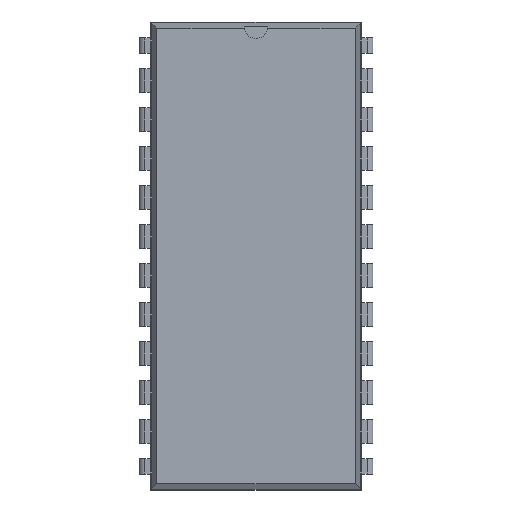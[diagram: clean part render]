
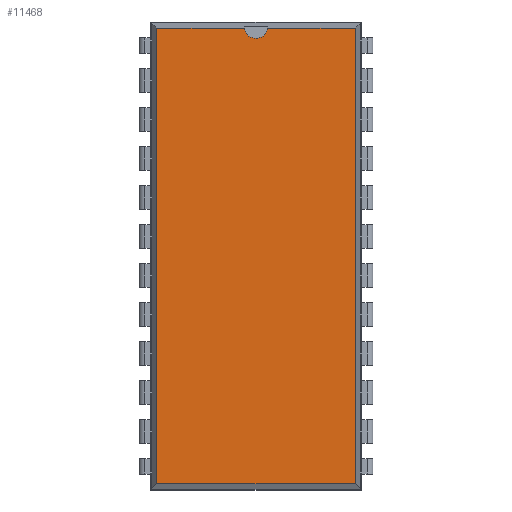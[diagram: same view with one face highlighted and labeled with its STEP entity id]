
A CAD part, top view. The second image highlights one B-rep face of the part: STEP entity #11468.
In plain terms, the highlighted planar face has unit normal (0, 0, 1).
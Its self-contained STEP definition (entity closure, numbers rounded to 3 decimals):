
#6231 = VERTEX_POINT('',#6232);
#6232 = CARTESIAN_POINT('',(13.964,0.871,3.68));
#6237 = EDGE_CURVE('',#6238,#6231,#6240,.T.);
#6238 = VERTEX_POINT('',#6239);
#6239 = CARTESIAN_POINT('',(13.964,-28.811,3.68));
#6240 = LINE('',#6241,#6242);
#6241 = CARTESIAN_POINT('',(13.964,-28.811,3.68));
#6242 = VECTOR('',#6243,1.);
#6243 = DIRECTION('',(0.,1.,0.));
#8777 = VERTEX_POINT('',#8778);
#8778 = CARTESIAN_POINT('',(1.022,0.871,3.68));
#8783 = EDGE_CURVE('',#8784,#8777,#8786,.T.);
#8784 = VERTEX_POINT('',#8785);
#8785 = CARTESIAN_POINT('',(6.747,0.871,3.68));
#8786 = LINE('',#8787,#8788);
#8787 = CARTESIAN_POINT('',(13.964,0.871,3.68));
#8788 = VECTOR('',#8789,1.);
#8789 = DIRECTION('',(-1.,0.,0.));
#8809 = VERTEX_POINT('',#8810);
#8810 = CARTESIAN_POINT('',(8.239,0.871,3.68));
#8818 = EDGE_CURVE('',#6231,#8809,#8819,.T.);
#8819 = LINE('',#8820,#8821);
#8820 = CARTESIAN_POINT('',(13.964,0.871,3.68));
#8821 = VECTOR('',#8822,1.);
#8822 = DIRECTION('',(-1.,0.,0.));
#8918 = VERTEX_POINT('',#8919);
#8919 = CARTESIAN_POINT('',(1.022,-28.811,3.68));
#8924 = EDGE_CURVE('',#8777,#8918,#8925,.T.);
#8925 = LINE('',#8926,#8927);
#8926 = CARTESIAN_POINT('',(1.022,0.871,3.68));
#8927 = VECTOR('',#8928,1.);
#8928 = DIRECTION('',(0.,-1.,0.));
#11457 = EDGE_CURVE('',#8918,#6238,#11458,.T.);
#11458 = LINE('',#11459,#11460);
#11459 = CARTESIAN_POINT('',(1.022,-28.811,3.68));
#11460 = VECTOR('',#11461,1.);
#11461 = DIRECTION('',(1.,0.,0.));
#11468 = ADVANCED_FACE('',(#11469),#11492,.F.);
#11469 = FACE_BOUND('',#11470,.F.);
#11470 = EDGE_LOOP('',(#11471,#11472,#11473,#11474,#11475,#11484,#11491)
);
#11471 = ORIENTED_EDGE('',*,*,#6237,.F.);
#11472 = ORIENTED_EDGE('',*,*,#11457,.F.);
#11473 = ORIENTED_EDGE('',*,*,#8924,.F.);
#11474 = ORIENTED_EDGE('',*,*,#8783,.F.);
#11475 = ORIENTED_EDGE('',*,*,#11476,.F.);
#11476 = EDGE_CURVE('',#11477,#8784,#11479,.T.);
#11477 = VERTEX_POINT('',#11478);
#11478 = CARTESIAN_POINT('',(7.493,0.196,3.68));
#11479 = CIRCLE('',#11480,0.75);
#11480 = AXIS2_PLACEMENT_3D('',#11481,#11482,#11483);
#11481 = CARTESIAN_POINT('',(7.493,0.946,3.68));
#11482 = DIRECTION('',(0.,0.,-1.));
#11483 = DIRECTION('',(0.,-1.,0.));
#11484 = ORIENTED_EDGE('',*,*,#11485,.F.);
#11485 = EDGE_CURVE('',#8809,#11477,#11486,.T.);
#11486 = CIRCLE('',#11487,0.75);
#11487 = AXIS2_PLACEMENT_3D('',#11488,#11489,#11490);
#11488 = CARTESIAN_POINT('',(7.493,0.946,3.68));
#11489 = DIRECTION('',(0.,0.,-1.));
#11490 = DIRECTION('',(0.,-1.,0.));
#11491 = ORIENTED_EDGE('',*,*,#8818,.F.);
#11492 = PLANE('',#11493);
#11493 = AXIS2_PLACEMENT_3D('',#11494,#11495,#11496);
#11494 = CARTESIAN_POINT('',(13.964,-28.811,3.68));
#11495 = DIRECTION('',(0.,0.,-1.));
#11496 = DIRECTION('',(-0.4,0.917,0.));
